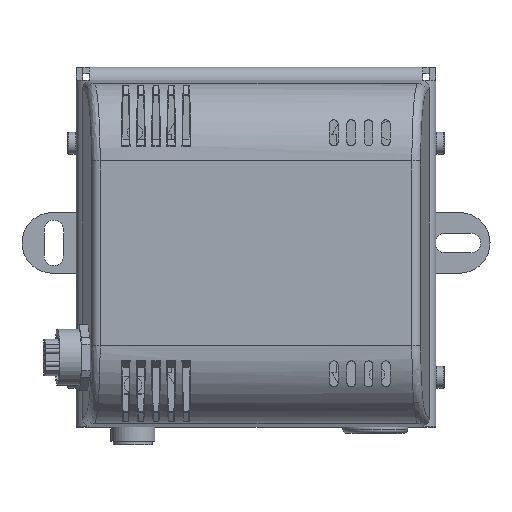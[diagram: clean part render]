
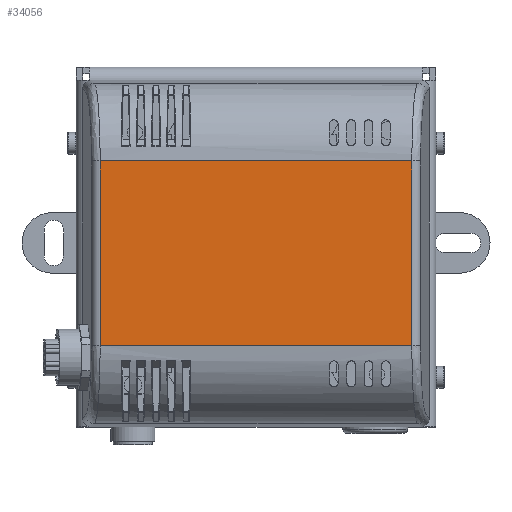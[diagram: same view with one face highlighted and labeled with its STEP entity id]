
A CAD part, top view. The second image highlights one B-rep face of the part: STEP entity #34056.
In plain terms, the highlighted face is planar.
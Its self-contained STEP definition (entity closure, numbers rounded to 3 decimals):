
#5509=FACE_OUTER_BOUND('',#7551,.T.);
#7551=EDGE_LOOP('',(#31139,#31140,#31141,#31142));
#10618=LINE('',#60921,#13914);
#10671=LINE('',#61640,#13967);
#10851=LINE('',#62707,#14147);
#10853=LINE('',#62747,#14149);
#13914=VECTOR('',#45135,10.);
#13967=VECTOR('',#45286,10.);
#14147=VECTOR('',#45772,10.);
#14149=VECTOR('',#45780,10.);
#16882=VERTEX_POINT('',#60917);
#16884=VERTEX_POINT('',#60920);
#16970=VERTEX_POINT('',#61635);
#16971=VERTEX_POINT('',#61638);
#21414=EDGE_CURVE('',#16882,#16884,#10618,.T.);
#21535=EDGE_CURVE('',#16971,#16970,#10671,.T.);
#21801=EDGE_CURVE('',#16970,#16882,#10851,.T.);
#21804=EDGE_CURVE('',#16884,#16971,#10853,.T.);
#31139=ORIENTED_EDGE('',*,*,#21801,.F.);
#31140=ORIENTED_EDGE('',*,*,#21535,.F.);
#31141=ORIENTED_EDGE('',*,*,#21804,.F.);
#31142=ORIENTED_EDGE('',*,*,#21414,.F.);
#32264=PLANE('',#37129);
#34056=ADVANCED_FACE('',(#5509),#32264,.T.);
#37129=AXIS2_PLACEMENT_3D('',#62746,#45778,#45779);
#45135=DIRECTION('',(0.,0.,-1.));
#45286=DIRECTION('',(0.,0.,1.));
#45772=DIRECTION('',(-1.,0.,0.));
#45778=DIRECTION('center_axis',(0.,1.,0.));
#45779=DIRECTION('ref_axis',(0.,0.,1.));
#45780=DIRECTION('',(1.,0.,0.));
#60917=CARTESIAN_POINT('',(18.681,25.,75.98));
#60920=CARTESIAN_POINT('',(18.681,25.,4.02));
#60921=CARTESIAN_POINT('',(18.681,25.,0.));
#61635=CARTESIAN_POINT('',(61.319,25.,75.98));
#61638=CARTESIAN_POINT('',(61.319,25.,4.02));
#61640=CARTESIAN_POINT('',(61.319,25.,0.));
#62707=CARTESIAN_POINT('',(20.,25.,75.98));
#62746=CARTESIAN_POINT('Origin',(0.,25.,0.));
#62747=CARTESIAN_POINT('',(20.,25.,4.02));
